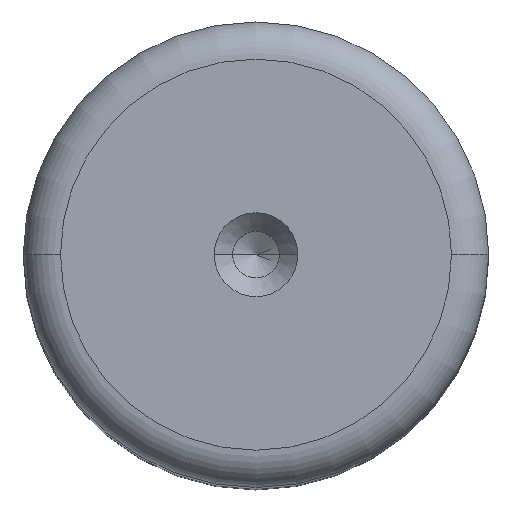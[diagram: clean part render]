
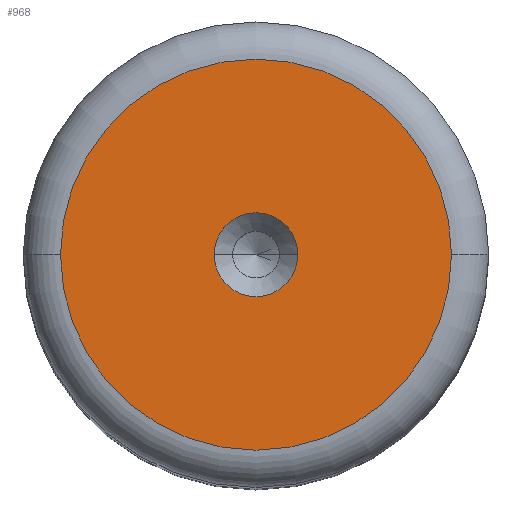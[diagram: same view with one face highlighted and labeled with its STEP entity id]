
A CAD part, top view. The second image highlights one B-rep face of the part: STEP entity #968.
In plain terms, the highlighted planar face has unit normal (0, 0, 1).
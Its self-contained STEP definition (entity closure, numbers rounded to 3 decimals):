
#52 = EDGE_LOOP ( 'NONE', ( #267, #364 ) ) ;
#66 = VERTEX_POINT ( 'NONE', #853 ) ;
#153 = EDGE_LOOP ( 'NONE', ( #880, #337 ) ) ;
#157 = PLANE ( 'NONE',  #1330 ) ;
#248 = CARTESIAN_POINT ( 'NONE',  ( 0., 0., 80. ) ) ;
#254 = CARTESIAN_POINT ( 'NONE',  ( -2.25, 0., 80. ) ) ;
#267 = ORIENTED_EDGE ( 'NONE', *, *, #758, .F. ) ;
#279 = CARTESIAN_POINT ( 'NONE',  ( 0., 0., 80. ) ) ;
#286 = DIRECTION ( 'NONE',  ( 0., 0., 1. ) ) ;
#337 = ORIENTED_EDGE ( 'NONE', *, *, #1346, .T. ) ;
#345 = CARTESIAN_POINT ( 'NONE',  ( 0., 0., 80. ) ) ;
#364 = ORIENTED_EDGE ( 'NONE', *, *, #1571, .F. ) ;
#389 = DIRECTION ( 'NONE',  ( 1., 0., 0. ) ) ;
#398 = AXIS2_PLACEMENT_3D ( 'NONE', #248, #1149, #389 ) ;
#434 = CARTESIAN_POINT ( 'NONE',  ( 0., 0., 80. ) ) ;
#438 = CIRCLE ( 'NONE', #1254, 10.5 ) ;
#451 = CIRCLE ( 'NONE', #1584, 2.25 ) ;
#476 = DIRECTION ( 'NONE',  ( 1., 0., 0. ) ) ;
#520 = VERTEX_POINT ( 'NONE', #254 ) ;
#541 = EDGE_CURVE ( 'NONE', #1070, #66, #942, .T. ) ;
#549 = DIRECTION ( 'NONE',  ( 1., 0., 0. ) ) ;
#570 = FACE_OUTER_BOUND ( 'NONE', #153, .T. ) ;
#588 = CIRCLE ( 'NONE', #398, 2.25 ) ;
#598 = CARTESIAN_POINT ( 'NONE',  ( 0., 0., 80. ) ) ;
#725 = DIRECTION ( 'NONE',  ( 1., 0., 0. ) ) ;
#758 = EDGE_CURVE ( 'NONE', #1209, #520, #588, .T. ) ;
#819 = CARTESIAN_POINT ( 'NONE',  ( 10.5, 0., 80. ) ) ;
#853 = CARTESIAN_POINT ( 'NONE',  ( -10.5, 0., 80. ) ) ;
#869 = FACE_BOUND ( 'NONE', #52, .T. ) ;
#880 = ORIENTED_EDGE ( 'NONE', *, *, #541, .T. ) ;
#942 = CIRCLE ( 'NONE', #1264, 10.5 ) ;
#964 = CARTESIAN_POINT ( 'NONE',  ( 2.25, 0., 80. ) ) ;
#968 = ADVANCED_FACE ( 'NONE', ( #869, #570 ), #157, .T. ) ;
#1070 = VERTEX_POINT ( 'NONE', #819 ) ;
#1149 = DIRECTION ( 'NONE',  ( 0., 0., 1. ) ) ;
#1187 = DIRECTION ( 'NONE',  ( 1., 0., 0. ) ) ;
#1209 = VERTEX_POINT ( 'NONE', #964 ) ;
#1240 = DIRECTION ( 'NONE',  ( 0., 0., 1. ) ) ;
#1254 = AXIS2_PLACEMENT_3D ( 'NONE', #598, #1469, #725 ) ;
#1264 = AXIS2_PLACEMENT_3D ( 'NONE', #345, #1240, #476 ) ;
#1315 = DIRECTION ( 'NONE',  ( 0., 0., 1. ) ) ;
#1330 = AXIS2_PLACEMENT_3D ( 'NONE', #279, #286, #1187 ) ;
#1346 = EDGE_CURVE ( 'NONE', #66, #1070, #438, .T. ) ;
#1469 = DIRECTION ( 'NONE',  ( 0., 0., 1. ) ) ;
#1571 = EDGE_CURVE ( 'NONE', #520, #1209, #451, .T. ) ;
#1584 = AXIS2_PLACEMENT_3D ( 'NONE', #434, #1315, #549 ) ;
